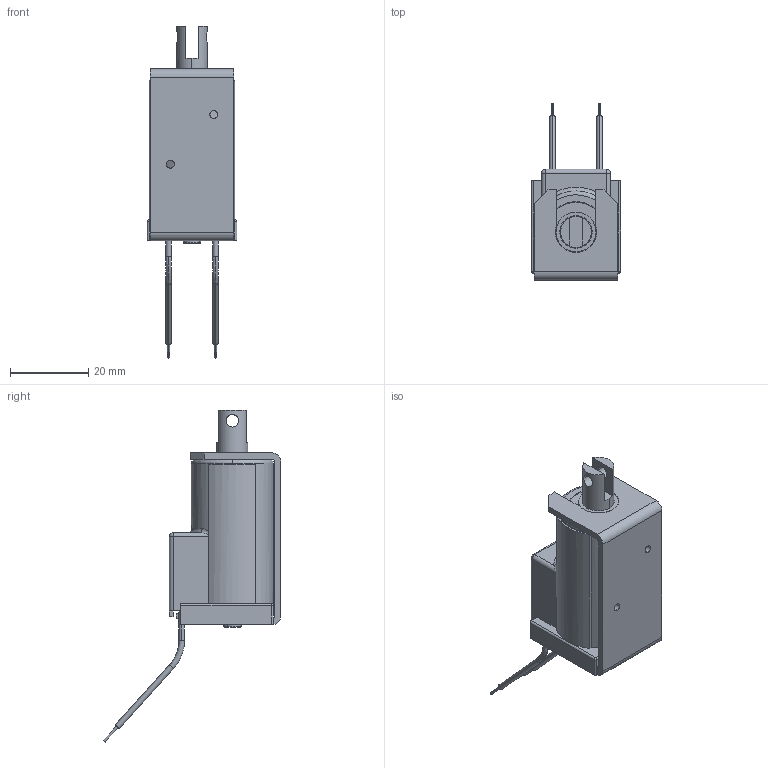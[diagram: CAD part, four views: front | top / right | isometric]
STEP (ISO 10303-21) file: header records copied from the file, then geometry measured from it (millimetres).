
FILE_DESCRIPTION (( 'STEP AP203' ), '1' );
FILE_NAME ('DSOL-0844-09.STEP', '2015-11-23T08:59:11', ( 'Delta' ), ( '' ), 'SwSTEP 2.0', 'SolidWorks 2007', '' );
FILE_SCHEMA (( 'CONFIG_CONTROL_DESIGN' ));
Length unit declared in the file: millimetre
Products named in the file (6): stopper SUM24L_預設; plunger update_預設; DSOL-0844-09; BOBBIN_預設; case cover_預設; FRAME_預設
Assembly tree (5 placements, depth 2):
  DSOL-0844-09
    FRAME_預設
    plunger update_預設
    BOBBIN_預設
    stopper SUM24L_預設
    case cover_預設
Bounding box: 23 x 45.36 x 84.99 mm (x, y, z)
Volume: 18721.8 mm3; surface area: 25007.9 mm2
Topology: 11 solids, 11 shells, 372 faces, 857 edges, 503 vertices
Faces by surface type: bspline 172, plane 107, cylinder 87, cone 6
Entity records: 13593 total; most frequent: CARTESIAN_POINT 4902, DIRECTION 1760, ORIENTED_EDGE 1696, EDGE_CURVE 848, AXIS2_PLACEMENT_3D 724, CIRCLE 516, VERTEX_POINT 503, EDGE_LOOP 397
